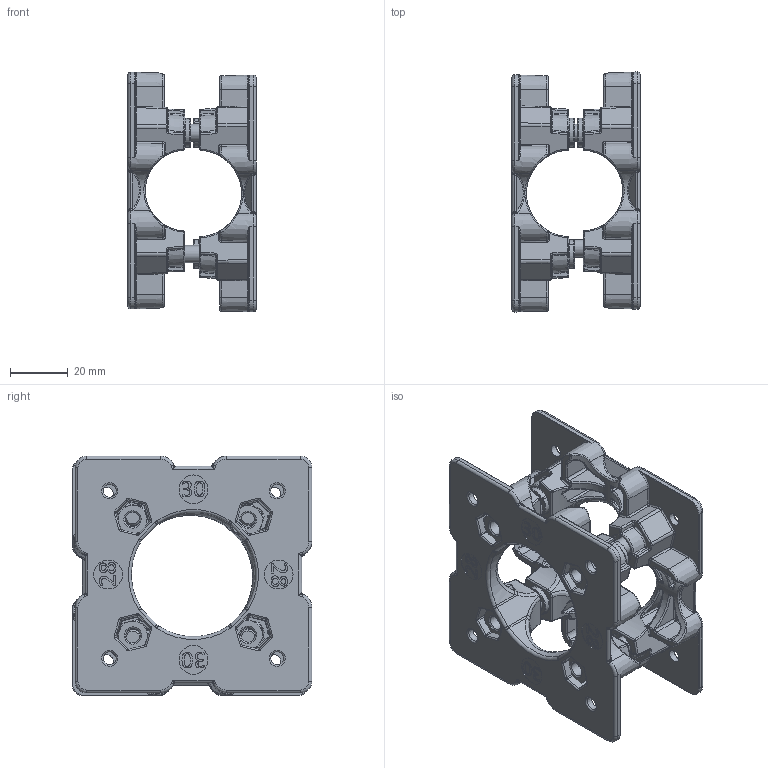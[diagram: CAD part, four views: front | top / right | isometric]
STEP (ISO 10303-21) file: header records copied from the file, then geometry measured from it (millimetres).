
FILE_DESCRIPTION(/* description */ (''),/* implementation_level */ '2;1');
FILE_NAME(/* name */ '623046.stp',/* time_stamp */ '2020-12-11T13:53:33+01:00',/* author */ ('Spacek'),/* organization */ ('Alutec K&K'),/* preprocessor_version */ 'ST-DEVELOPER v18.1',/* originating_system */ 'Autodesk Inventor 2021',/* authorisation */ '');
FILE_SCHEMA (('AUTOMOTIVE_DESIGN { 1 0 10303 214 3 1 1 }'));
Products named in the file (5): 623046; 623046_1; 623046_2; Hexagon nut ISO 4032 M6_4DIN4032M6M; cap screw ISO 4762 M6x30_ISO 4762 M6
Assembly tree (10 placements, depth 2):
  623046
    623046_1
    623046_2
    Hexagon nut ISO 4032 M6_4DIN4032M6M  x4
    cap screw ISO 4762 M6x30_ISO 4762 M6  x4
Bounding box: 44.4 x 83.06 x 83.06 mm (x, y, z)
Volume: 66838.5 mm3; surface area: 46580.5 mm2
Topology: 10 solids, 10 shells, 3432 faces, 8004 edges, 4592 vertices
Faces by surface type: bspline 1108, cylinder 800, plane 534, cone 456, torus 430, sphere 104
Full cylindrical faces by diameter (mm): 5 x4, 6 x8, 10 x12
Entity records: 151718 total; most frequent: CARTESIAN_POINT 82015, ORIENTED_EDGE 15278, DIRECTION 13932, EDGE_CURVE 7639, AXIS2_PLACEMENT_3D 5815, VERTEX_POINT 4418, EDGE_LOOP 3403, FACE_OUTER_BOUND 3297
